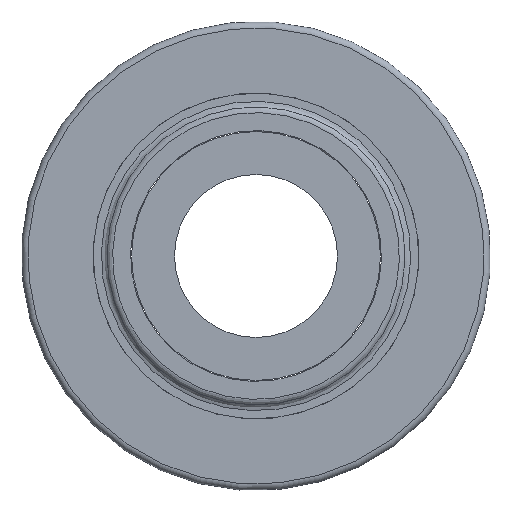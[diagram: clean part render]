
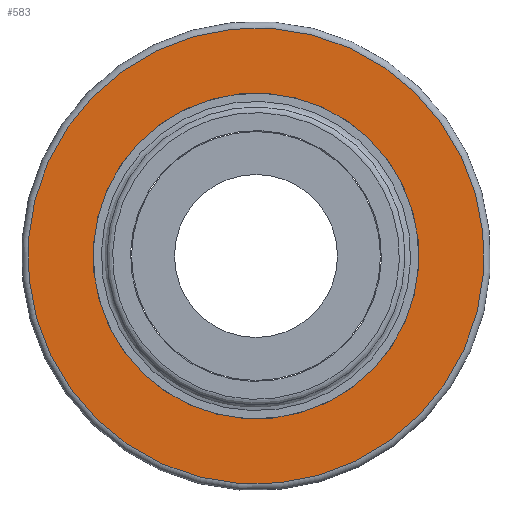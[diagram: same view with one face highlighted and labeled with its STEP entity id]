
A CAD part, left-side view. The second image highlights one B-rep face of the part: STEP entity #583.
In plain terms, the highlighted planar face has unit normal (-1, 0, 0).
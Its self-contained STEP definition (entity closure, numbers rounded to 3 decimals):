
#521=CARTESIAN_POINT('',(-24.8,34.656,-9.583));
#522=VERTEX_POINT('',#521);
#523=CARTESIAN_POINT('',(-24.8,0.994,0.));
#524=DIRECTION('',(1.0,0.,0.));
#525=DIRECTION('',(0.,-0.962,0.274));
#526=AXIS2_PLACEMENT_3D('',#523,#524,#525);
#527=CIRCLE('',#526,35.0);
#528=EDGE_CURVE('',#522,#522,#527,.T.);
#564=CARTESIAN_POINT('',(-24.8,30.328,-8.351));
#565=DIRECTION('',(-1.0,0.0,0.0));
#566=DIRECTION('',(0.0,0.274,0.962));
#567=AXIS2_PLACEMENT_3D('',#564,#565,#566);
#568=PLANE('',#567);
#569=ORIENTED_EDGE('',*,*,#528,.F.);
#570=EDGE_LOOP('',(#569));
#571=FACE_OUTER_BOUND('',#570,.T.);
#572=CARTESIAN_POINT('',(-24.8,25.038,-6.845));
#573=VERTEX_POINT('',#572);
#574=CARTESIAN_POINT('',(-24.8,0.994,0.));
#575=DIRECTION('',(1.,0.,0.));
#576=DIRECTION('',(0.,0.962,-0.274));
#577=AXIS2_PLACEMENT_3D('',#574,#575,#576);
#578=CIRCLE('',#577,25.);
#579=EDGE_CURVE('',#573,#573,#578,.T.);
#580=ORIENTED_EDGE('',*,*,#579,.T.);
#581=EDGE_LOOP('',(#580));
#582=FACE_BOUND('',#581,.T.);
#583=ADVANCED_FACE('',(#571,#582),#568,.T.);
